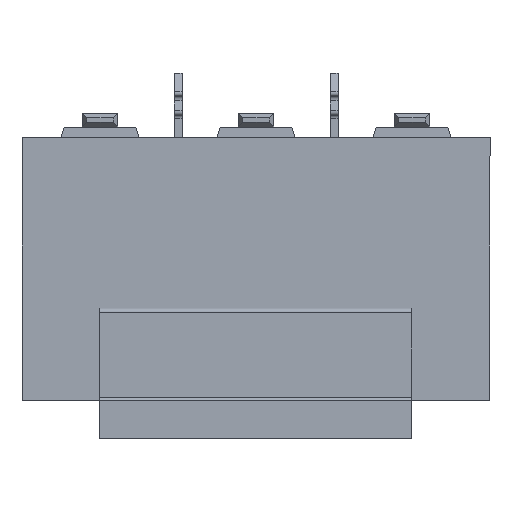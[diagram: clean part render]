
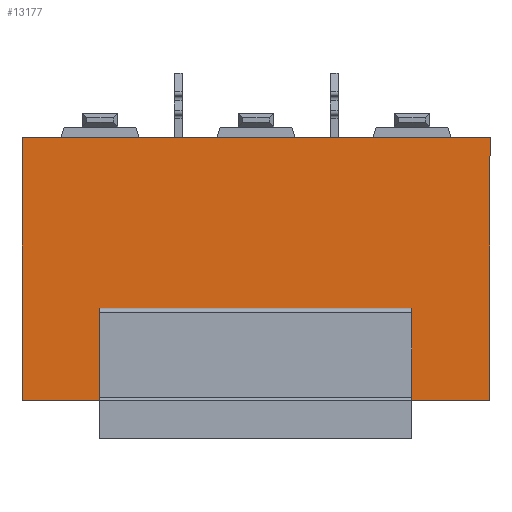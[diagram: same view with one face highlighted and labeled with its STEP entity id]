
A CAD part, front view. The second image highlights one B-rep face of the part: STEP entity #13177.
In plain terms, the highlighted planar face has unit normal (0, -1, 0).
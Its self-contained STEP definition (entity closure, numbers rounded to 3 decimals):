
#1789=FACE_OUTER_BOUND('',#2489,.T.);
#2489=EDGE_LOOP('',(#11353,#11354,#11355,#11356,#11357,#11358,#11359,#11360,
#11361,#11362));
#3805=LINE('',#21190,#5251);
#3832=LINE('',#21244,#5278);
#3833=LINE('',#21246,#5279);
#3834=LINE('',#21248,#5280);
#3835=LINE('',#21250,#5281);
#3836=LINE('',#21251,#5282);
#3837=LINE('',#21253,#5283);
#3838=LINE('',#21255,#5284);
#3839=LINE('',#21257,#5285);
#3840=LINE('',#21258,#5286);
#5251=VECTOR('',#17383,1.);
#5278=VECTOR('',#17412,1.);
#5279=VECTOR('',#17413,1.);
#5280=VECTOR('',#17414,1.);
#5281=VECTOR('',#17415,1.);
#5282=VECTOR('',#17416,1.);
#5283=VECTOR('',#17417,1.);
#5284=VECTOR('',#17418,1.);
#5285=VECTOR('',#17419,1.);
#5286=VECTOR('',#17420,1.);
#6524=VERTEX_POINT('',#21184);
#6526=VERTEX_POINT('',#21188);
#6551=VERTEX_POINT('',#21242);
#6552=VERTEX_POINT('',#21243);
#6553=VERTEX_POINT('',#21245);
#6554=VERTEX_POINT('',#21247);
#6555=VERTEX_POINT('',#21249);
#6556=VERTEX_POINT('',#21252);
#6557=VERTEX_POINT('',#21254);
#6558=VERTEX_POINT('',#21256);
#8191=EDGE_CURVE('',#6524,#6526,#3805,.T.);
#8218=EDGE_CURVE('',#6551,#6552,#3832,.T.);
#8219=EDGE_CURVE('',#6551,#6553,#3833,.T.);
#8220=EDGE_CURVE('',#6554,#6553,#3834,.T.);
#8221=EDGE_CURVE('',#6554,#6555,#3835,.T.);
#8222=EDGE_CURVE('',#6555,#6524,#3836,.T.);
#8223=EDGE_CURVE('',#6556,#6526,#3837,.T.);
#8224=EDGE_CURVE('',#6556,#6557,#3838,.T.);
#8225=EDGE_CURVE('',#6558,#6557,#3839,.T.);
#8226=EDGE_CURVE('',#6558,#6552,#3840,.T.);
#11353=ORIENTED_EDGE('',*,*,#8218,.F.);
#11354=ORIENTED_EDGE('',*,*,#8219,.T.);
#11355=ORIENTED_EDGE('',*,*,#8220,.F.);
#11356=ORIENTED_EDGE('',*,*,#8221,.T.);
#11357=ORIENTED_EDGE('',*,*,#8222,.T.);
#11358=ORIENTED_EDGE('',*,*,#8191,.T.);
#11359=ORIENTED_EDGE('',*,*,#8223,.F.);
#11360=ORIENTED_EDGE('',*,*,#8224,.T.);
#11361=ORIENTED_EDGE('',*,*,#8225,.F.);
#11362=ORIENTED_EDGE('',*,*,#8226,.T.);
#12489=PLANE('',#14305);
#13177=ADVANCED_FACE('',(#1789),#12489,.F.);
#14305=AXIS2_PLACEMENT_3D('',#21241,#17410,#17411);
#17383=DIRECTION('',(1.,0.,0.));
#17410=DIRECTION('center_axis',(0.,1.,0.));
#17411=DIRECTION('ref_axis',(-1.,0.,0.));
#17412=DIRECTION('',(1.,0.,0.));
#17413=DIRECTION('',(-1.,0.,0.));
#17414=DIRECTION('',(1.,0.,0.));
#17415=DIRECTION('',(-1.,0.,0.));
#17416=DIRECTION('',(0.,0.,-1.));
#17417=DIRECTION('',(0.,0.,-1.));
#17418=DIRECTION('',(-1.,0.,0.));
#17419=DIRECTION('',(1.,0.,0.));
#17420=DIRECTION('',(-1.,0.,0.));
#21184=CARTESIAN_POINT('',(-19.442,-3.189,-4.45));
#21188=CARTESIAN_POINT('',(-4.202,-3.189,-4.45));
#21190=CARTESIAN_POINT('',(56.758,-3.189,-4.45));
#21241=CARTESIAN_POINT('Origin',(56.758,-3.189,4.45));
#21242=CARTESIAN_POINT('',(-13.092,-3.189,4.1));
#21243=CARTESIAN_POINT('',(-10.552,-3.189,4.1));
#21244=CARTESIAN_POINT('',(51.678,-3.189,4.1));
#21245=CARTESIAN_POINT('',(-15.632,-3.189,4.1));
#21246=CARTESIAN_POINT('',(-19.442,-3.189,4.1));
#21247=CARTESIAN_POINT('',(-18.172,-3.189,4.1));
#21248=CARTESIAN_POINT('',(46.598,-3.189,4.1));
#21249=CARTESIAN_POINT('',(-19.442,-3.189,4.1));
#21250=CARTESIAN_POINT('',(-19.442,-3.189,4.1));
#21251=CARTESIAN_POINT('',(-19.442,-3.189,4.45));
#21252=CARTESIAN_POINT('',(-4.202,-3.189,4.1));
#21253=CARTESIAN_POINT('',(-4.202,-3.189,4.45));
#21254=CARTESIAN_POINT('',(-5.472,-3.189,4.1));
#21255=CARTESIAN_POINT('',(-24.522,-3.189,4.1));
#21256=CARTESIAN_POINT('',(-8.012,-3.189,4.1));
#21257=CARTESIAN_POINT('',(56.758,-3.189,4.1));
#21258=CARTESIAN_POINT('',(-24.522,-3.189,4.1));
